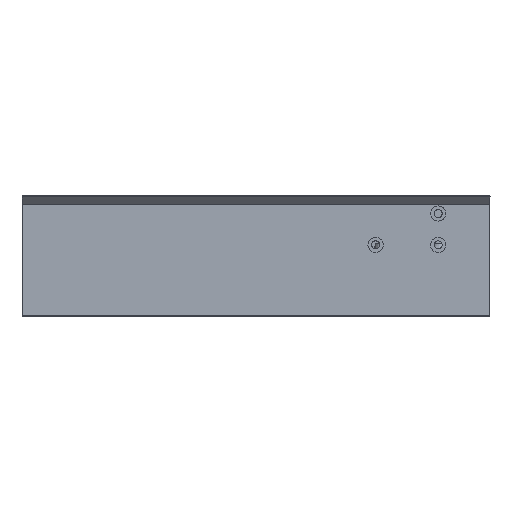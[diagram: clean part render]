
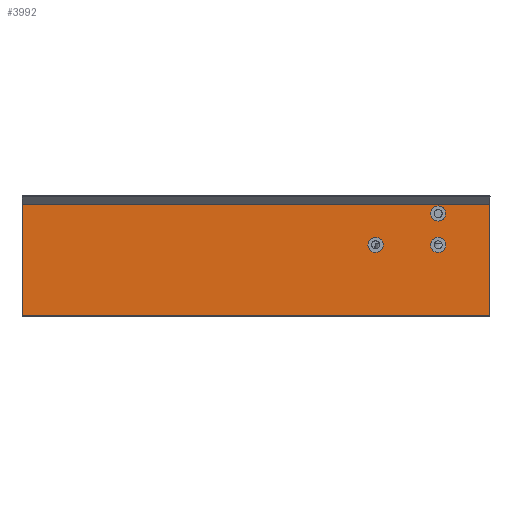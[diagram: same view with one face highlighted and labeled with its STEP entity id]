
A CAD part, top view. The second image highlights one B-rep face of the part: STEP entity #3992.
In plain terms, the highlighted planar face has unit normal (0, 0, 1).
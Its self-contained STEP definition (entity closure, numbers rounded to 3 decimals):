
#1153=CARTESIAN_POINT('',(-0.941,264.624,567.032));
#1154=VERTEX_POINT('',#1153);
#1161=CARTESIAN_POINT('',(-185.977,264.65,567.032));
#1162=VERTEX_POINT('',#1161);
#1163=CARTESIAN_POINT('',(-185.977,264.65,567.032));
#1164=DIRECTION('',(1.,0.,-0.));
#1165=VECTOR('',#1164,185.036);
#1166=LINE('',#1163,#1165);
#1167=EDGE_CURVE('',#1162,#1154,#1166,.T.);
#3451=CARTESIAN_POINT('',(-185.977,308.69,567.032));
#3452=VERTEX_POINT('',#3451);
#3453=CARTESIAN_POINT('',(-185.977,308.69,567.032));
#3454=DIRECTION('',(-0.,-1.,0.));
#3455=VECTOR('',#3454,44.04);
#3456=LINE('',#3453,#3455);
#3457=EDGE_CURVE('',#3452,#1162,#3456,.T.);
#3909=CARTESIAN_POINT('',(2.822,302.177,567.032));
#3910=DIRECTION('',(0.,0.,1.));
#3911=DIRECTION('',(1.,0.,-0.));
#3912=AXIS2_PLACEMENT_3D('',#3909,#3910,#3911);
#3913=PLANE('',#3912);
#3914=CARTESIAN_POINT('',(-0.941,308.664,567.032));
#3915=VERTEX_POINT('',#3914);
#3916=CARTESIAN_POINT('',(-185.977,308.69,567.032));
#3917=DIRECTION('',(1.,0.,-0.));
#3918=VECTOR('',#3917,185.036);
#3919=LINE('',#3916,#3918);
#3920=EDGE_CURVE('',#3452,#3915,#3919,.T.);
#3921=ORIENTED_EDGE('',*,*,#3920,.F.);
#3922=ORIENTED_EDGE('',*,*,#3457,.T.);
#3923=ORIENTED_EDGE('',*,*,#1167,.T.);
#3924=CARTESIAN_POINT('',(-0.941,308.664,567.032));
#3925=DIRECTION('',(-0.,-1.,0.));
#3926=VECTOR('',#3925,44.04);
#3927=LINE('',#3924,#3926);
#3928=EDGE_CURVE('',#3915,#1154,#3927,.T.);
#3929=ORIENTED_EDGE('',*,*,#3928,.F.);
#3930=EDGE_LOOP('',(#3921,#3922,#3923,#3929));
#3931=FACE_BOUND('',#3930,.T.);
#3932=CARTESIAN_POINT('',(-21.438,308.123,567.032));
#3933=VERTEX_POINT('',#3932);
#3934=CARTESIAN_POINT('',(-18.438,305.123,567.032));
#3935=VERTEX_POINT('',#3934);
#3936=CARTESIAN_POINT('',(-21.438,305.123,567.032));
#3937=DIRECTION('',(0.,0.,1.));
#3938=DIRECTION('',(1.,0.,-0.));
#3939=AXIS2_PLACEMENT_3D('',#3936,#3937,#3938);
#3940=CIRCLE('',#3939,3.);
#3941=EDGE_CURVE('',#3933,#3935,#3940,.T.);
#3942=ORIENTED_EDGE('',*,*,#3941,.F.);
#3943=CARTESIAN_POINT('',(-21.438,305.123,567.032));
#3944=DIRECTION('',(0.,0.,1.));
#3945=DIRECTION('',(1.,0.,-0.));
#3946=AXIS2_PLACEMENT_3D('',#3943,#3944,#3945);
#3947=CIRCLE('',#3946,3.);
#3948=EDGE_CURVE('',#3935,#3933,#3947,.T.);
#3949=ORIENTED_EDGE('',*,*,#3948,.F.);
#3950=EDGE_LOOP('',(#3942,#3949));
#3951=FACE_BOUND('',#3950,.T.);
#3952=CARTESIAN_POINT('',(-21.438,295.723,567.032));
#3953=VERTEX_POINT('',#3952);
#3954=CARTESIAN_POINT('',(-24.243,293.787,567.032));
#3955=VERTEX_POINT('',#3954);
#3956=CARTESIAN_POINT('',(-21.438,292.723,567.032));
#3957=DIRECTION('',(0.,0.,1.));
#3958=DIRECTION('',(-0.935,0.355,0.));
#3959=AXIS2_PLACEMENT_3D('',#3956,#3957,#3958);
#3960=CIRCLE('',#3959,3.);
#3961=EDGE_CURVE('',#3953,#3955,#3960,.T.);
#3962=ORIENTED_EDGE('',*,*,#3961,.F.);
#3963=CARTESIAN_POINT('',(-21.438,292.723,567.032));
#3964=DIRECTION('',(0.,0.,1.));
#3965=DIRECTION('',(-0.935,0.355,0.));
#3966=AXIS2_PLACEMENT_3D('',#3963,#3964,#3965);
#3967=CIRCLE('',#3966,3.);
#3968=EDGE_CURVE('',#3955,#3953,#3967,.T.);
#3969=ORIENTED_EDGE('',*,*,#3968,.F.);
#3970=EDGE_LOOP('',(#3962,#3969));
#3971=FACE_BOUND('',#3970,.T.);
#3972=CARTESIAN_POINT('',(-46.188,295.723,567.032));
#3973=VERTEX_POINT('',#3972);
#3974=CARTESIAN_POINT('',(-48.857,294.091,567.032));
#3975=VERTEX_POINT('',#3974);
#3976=CARTESIAN_POINT('',(-46.188,292.723,567.032));
#3977=DIRECTION('',(0.,0.,1.));
#3978=DIRECTION('',(-0.89,0.456,0.));
#3979=AXIS2_PLACEMENT_3D('',#3976,#3977,#3978);
#3980=CIRCLE('',#3979,3.);
#3981=EDGE_CURVE('',#3973,#3975,#3980,.T.);
#3982=ORIENTED_EDGE('',*,*,#3981,.F.);
#3983=CARTESIAN_POINT('',(-46.188,292.723,567.032));
#3984=DIRECTION('',(0.,0.,1.));
#3985=DIRECTION('',(-0.89,0.456,0.));
#3986=AXIS2_PLACEMENT_3D('',#3983,#3984,#3985);
#3987=CIRCLE('',#3986,3.);
#3988=EDGE_CURVE('',#3975,#3973,#3987,.T.);
#3989=ORIENTED_EDGE('',*,*,#3988,.F.);
#3990=EDGE_LOOP('',(#3982,#3989));
#3991=FACE_BOUND('',#3990,.T.);
#3992=ADVANCED_FACE('',(#3931,#3951,#3971,#3991),#3913,.T.);
